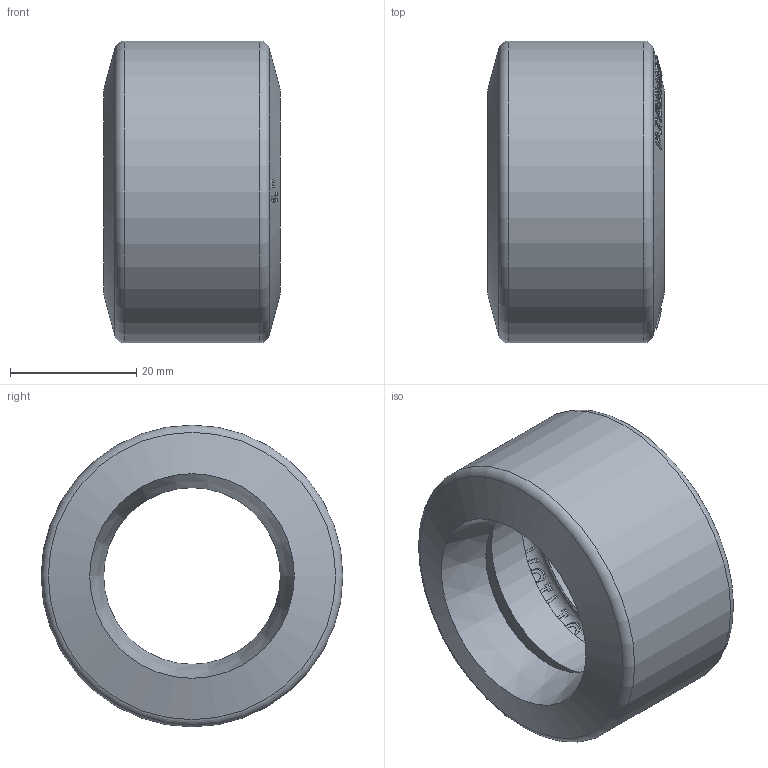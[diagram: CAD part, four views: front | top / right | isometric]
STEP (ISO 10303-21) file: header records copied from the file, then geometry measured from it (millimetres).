
FILE_DESCRIPTION(/* description */ ('PIEDMONT COUPLING GASKET, FLAT-FACED NITRILE'),/* implementation_level */ '2;1');
FILE_NAME(/* name */ 'FF_Gasket-1.0.stp',/* time_stamp */ '2015-04-28T14:17:55-04:00',/* author */ ('Abdullah.Hafiz'),/* organization */ (''),/* preprocessor_version */ 'ST-DEVELOPER v15.6',/* originating_system */ 'Autodesk Inventor 2015',/* authorisation */ '');
FILE_SCHEMA (('AUTOMOTIVE_DESIGN { 1 0 10303 214 3 1 1 }'));
Length unit declared in the file: inch
Products named in the file (1): PIE-GxxFF
Bounding box: 27.94 x 47.75 x 47.75 mm (x, y, z)
Volume: 23820.8 mm3; surface area: 10681.7 mm2
Topology: 1 solids, 3 shells, 681 faces, 1966 edges, 1306 vertices
Faces by surface type: plane 336, bspline 183, torus 133, cone 27, cylinder 2
Full cylindrical faces by diameter (mm): 30.988 x1, 47.752 x1
Entity records: 27202 total; most frequent: CARTESIAN_POINT 12458, ORIENTED_EDGE 3880, EDGE_CURVE 1940, DIRECTION 1858, VERTEX_POINT 1298, B_SPLINE_CURVE_WITH_KNOTS 988, EDGE_LOOP 716, FACE_OUTER_BOUND 677
